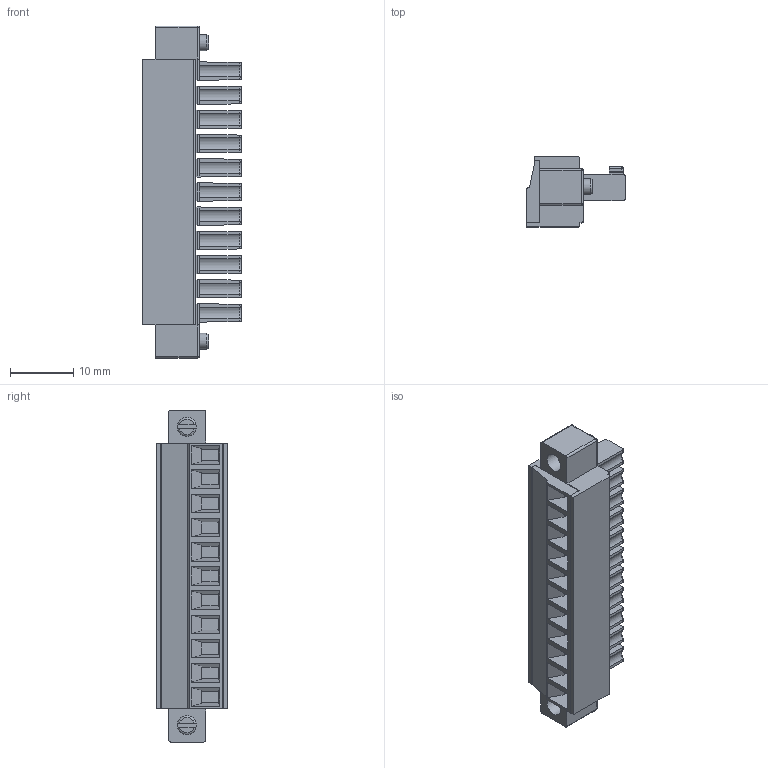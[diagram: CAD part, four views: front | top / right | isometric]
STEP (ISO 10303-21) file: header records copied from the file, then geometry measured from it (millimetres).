
FILE_DESCRIPTION(('STEP AP214'),'1');
FILE_NAME('SH11-3,81-K.stp','2018-11-19T10:16:23',(' '),(' '),'Spatial InterOp 3D',' ',' ');
FILE_SCHEMA(('AUTOMOTIVE_DESIGN { 1 0 10303 214 1 1 1 1 }'));
Length unit declared in the file: metre
Products named in the file (1): 1
Bounding box: 15.5 x 11.1 x 52.31 mm (x, y, z)
Volume: 4308 mm3; surface area: 4794.4 mm2
Topology: 1 solids, 1 shells, 886 faces, 2334 edges, 1481 vertices
Faces by surface type: plane 585, cylinder 203, torus 37, cone 35, sphere 26
Full cylindrical faces by diameter (mm): 1.2 x11, 2.5 x2, 2.8 x11, 3 x13
Entity records: 33774 total; most frequent: CARTESIAN_POINT 5287, ORIENTED_EDGE 4396, DIRECTION 4356, EDGE_CURVE 2198, LINE 1614, VECTOR 1614, VERTEX_POINT 1443, AXIS2_PLACEMENT_3D 1371
